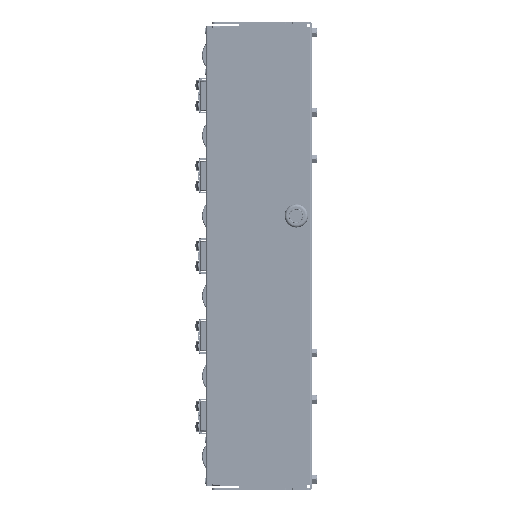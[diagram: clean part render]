
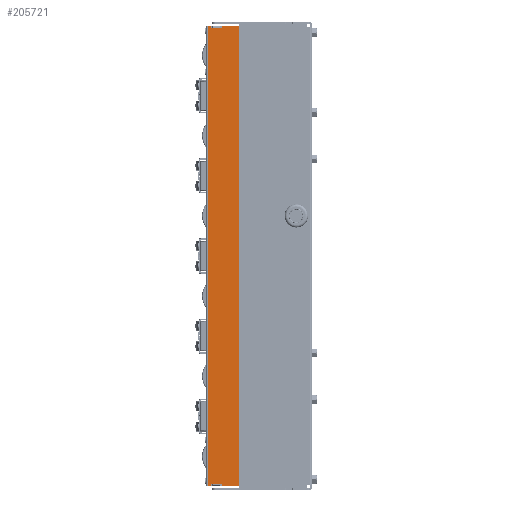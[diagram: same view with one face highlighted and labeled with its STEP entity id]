
A CAD part, left-side view. The second image highlights one B-rep face of the part: STEP entity #205721.
In plain terms, the highlighted planar face has unit normal (-1, 0, 0).
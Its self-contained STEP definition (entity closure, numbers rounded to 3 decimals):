
#5152=PLANE('',#223017);
#12728=FACE_OUTER_BOUND('',#24529,.T.);
#24529=EDGE_LOOP('',(#153241,#153242,#153243,#153244,#153245,#153246,#153247,
#153248,#153249,#153250,#153251,#153252,#153253,#153254,#153255,#153256,
#153257,#153258,#153259,#153260,#153261,#153262));
#38244=LINE('',#329943,#53930);
#38709=LINE('',#331256,#54395);
#38752=LINE('',#331375,#54438);
#38793=LINE('',#331510,#54479);
#38800=LINE('',#331523,#54486);
#38803=LINE('',#331528,#54489);
#38805=LINE('',#331532,#54491);
#38808=LINE('',#331537,#54494);
#38809=LINE('',#331540,#54495);
#38811=LINE('',#331543,#54497);
#38812=LINE('',#331547,#54498);
#38815=LINE('',#331551,#54501);
#38816=LINE('',#331554,#54502);
#38818=LINE('',#331558,#54504);
#38820=LINE('',#331562,#54506);
#38822=LINE('',#331565,#54508);
#38891=LINE('',#331726,#54577);
#38892=LINE('',#331727,#54578);
#38893=LINE('',#331729,#54579);
#38894=LINE('',#331730,#54580);
#53930=VECTOR('',#264963,10.);
#54395=VECTOR('',#266340,10.);
#54438=VECTOR('',#266441,10.);
#54479=VECTOR('',#266574,10.);
#54486=VECTOR('',#266587,10.);
#54489=VECTOR('',#266592,10.);
#54491=VECTOR('',#266596,10.);
#54494=VECTOR('',#266601,10.);
#54495=VECTOR('',#266604,10.);
#54497=VECTOR('',#266608,10.);
#54498=VECTOR('',#266611,10.);
#54501=VECTOR('',#266616,10.);
#54502=VECTOR('',#266619,10.);
#54504=VECTOR('',#266623,10.);
#54506=VECTOR('',#266627,10.);
#54508=VECTOR('',#266631,10.);
#54577=VECTOR('',#266782,10.);
#54578=VECTOR('',#266783,10.);
#54579=VECTOR('',#266784,10.);
#54580=VECTOR('',#266785,10.);
#68467=CIRCLE('',#222814,5.);
#68468=CIRCLE('',#222816,5.);
#84669=VERTEX_POINT('',#329939);
#84671=VERTEX_POINT('',#329942);
#85008=VERTEX_POINT('',#331074);
#85009=VERTEX_POINT('',#331078);
#85062=VERTEX_POINT('',#331252);
#85063=VERTEX_POINT('',#331254);
#85106=VERTEX_POINT('',#331364);
#85110=VERTEX_POINT('',#331373);
#85156=VERTEX_POINT('',#331506);
#85158=VERTEX_POINT('',#331509);
#85161=VERTEX_POINT('',#331521);
#85162=VERTEX_POINT('',#331525);
#85163=VERTEX_POINT('',#331530);
#85164=VERTEX_POINT('',#331535);
#85165=VERTEX_POINT('',#331539);
#85166=VERTEX_POINT('',#331545);
#85167=VERTEX_POINT('',#331546);
#85168=VERTEX_POINT('',#331553);
#85169=VERTEX_POINT('',#331557);
#85170=VERTEX_POINT('',#331561);
#85221=VERTEX_POINT('',#331725);
#85222=VERTEX_POINT('',#331728);
#108711=EDGE_CURVE('',#84669,#84671,#38244,.T.);
#109282=EDGE_CURVE('',#84671,#85008,#68467,.T.);
#109284=EDGE_CURVE('',#85009,#84669,#68468,.T.);
#109373=EDGE_CURVE('',#85063,#85062,#38709,.T.);
#109432=EDGE_CURVE('',#85106,#85110,#38752,.T.);
#109498=EDGE_CURVE('',#85158,#85156,#38793,.T.);
#109506=EDGE_CURVE('',#85161,#85009,#38800,.T.);
#109509=EDGE_CURVE('',#85062,#85162,#38803,.T.);
#109511=EDGE_CURVE('',#85063,#85163,#38805,.T.);
#109514=EDGE_CURVE('',#85164,#85008,#38808,.T.);
#109515=EDGE_CURVE('',#85110,#85165,#38809,.T.);
#109517=EDGE_CURVE('',#85165,#85162,#38811,.T.);
#109518=EDGE_CURVE('',#85166,#85167,#38812,.T.);
#109521=EDGE_CURVE('',#85167,#85164,#38815,.T.);
#109522=EDGE_CURVE('',#85161,#85168,#38816,.T.);
#109524=EDGE_CURVE('',#85168,#85169,#38818,.T.);
#109526=EDGE_CURVE('',#85163,#85170,#38820,.T.);
#109528=EDGE_CURVE('',#85170,#85158,#38822,.T.);
#109612=EDGE_CURVE('',#85221,#85156,#38891,.T.);
#109613=EDGE_CURVE('',#85221,#85166,#38892,.T.);
#109614=EDGE_CURVE('',#85169,#85222,#38893,.T.);
#109615=EDGE_CURVE('',#85106,#85222,#38894,.T.);
#153241=ORIENTED_EDGE('',*,*,#109612,.F.);
#153242=ORIENTED_EDGE('',*,*,#109613,.T.);
#153243=ORIENTED_EDGE('',*,*,#109518,.T.);
#153244=ORIENTED_EDGE('',*,*,#109521,.T.);
#153245=ORIENTED_EDGE('',*,*,#109514,.T.);
#153246=ORIENTED_EDGE('',*,*,#109282,.F.);
#153247=ORIENTED_EDGE('',*,*,#108711,.F.);
#153248=ORIENTED_EDGE('',*,*,#109284,.F.);
#153249=ORIENTED_EDGE('',*,*,#109506,.F.);
#153250=ORIENTED_EDGE('',*,*,#109522,.T.);
#153251=ORIENTED_EDGE('',*,*,#109524,.T.);
#153252=ORIENTED_EDGE('',*,*,#109614,.T.);
#153253=ORIENTED_EDGE('',*,*,#109615,.F.);
#153254=ORIENTED_EDGE('',*,*,#109432,.T.);
#153255=ORIENTED_EDGE('',*,*,#109515,.T.);
#153256=ORIENTED_EDGE('',*,*,#109517,.T.);
#153257=ORIENTED_EDGE('',*,*,#109509,.F.);
#153258=ORIENTED_EDGE('',*,*,#109373,.F.);
#153259=ORIENTED_EDGE('',*,*,#109511,.T.);
#153260=ORIENTED_EDGE('',*,*,#109526,.T.);
#153261=ORIENTED_EDGE('',*,*,#109528,.T.);
#153262=ORIENTED_EDGE('',*,*,#109498,.T.);
#205721=ADVANCED_FACE('',(#12728),#5152,.T.);
#222814=AXIS2_PLACEMENT_3D('',#331075,#266140,#266141);
#222816=AXIS2_PLACEMENT_3D('',#331079,#266145,#266146);
#223017=AXIS2_PLACEMENT_3D('',#331724,#266780,#266781);
#264963=DIRECTION('',(0.,0.,-1.));
#266140=DIRECTION('center_axis',(1.,0.,0.));
#266141=DIRECTION('ref_axis',(0.,-0.707,-0.707));
#266145=DIRECTION('center_axis',(1.,0.,0.));
#266146=DIRECTION('ref_axis',(0.,-0.707,
0.707));
#266340=DIRECTION('',(0.,0.,1.));
#266441=DIRECTION('',(0.,0.,-1.));
#266574=DIRECTION('',(0.,0.,-1.));
#266587=DIRECTION('',(0.,-1.,0.));
#266592=DIRECTION('',(0.,-1.,0.));
#266596=DIRECTION('',(0.,-1.,0.));
#266601=DIRECTION('',(0.,-1.,0.));
#266604=DIRECTION('',(0.,1.,0.));
#266608=DIRECTION('',(0.,0.,1.));
#266611=DIRECTION('',(0.,-1.,0.));
#266616=DIRECTION('',(0.,0.,-1.));
#266619=DIRECTION('',(0.,0.,-1.));
#266623=DIRECTION('',(0.,1.,0.));
#266627=DIRECTION('',(0.,0.,1.));
#266631=DIRECTION('',(0.,-1.,0.));
#266780=DIRECTION('center_axis',(-1.,0.,0.));
#266781=DIRECTION('ref_axis',(0.,0.,
-1.));
#266782=DIRECTION('',(0.,1.,0.));
#266783=DIRECTION('',(0.,0.,1.));
#266784=DIRECTION('',(0.,0.,1.));
#266785=DIRECTION('',(0.,-1.,0.));
#329939=CARTESIAN_POINT('',(183.766,-195.051,270.935));
#329942=CARTESIAN_POINT('',(183.766,-195.051,-406.665));
#329943=CARTESIAN_POINT('',(183.766,-195.051,-411.665));
#331074=CARTESIAN_POINT('',(183.766,-190.051,-411.665));
#331075=CARTESIAN_POINT('Origin',(183.766,-190.051,-406.665));
#331078=CARTESIAN_POINT('',(183.766,-190.051,275.935));
#331079=CARTESIAN_POINT('Origin',(183.766,-190.051,270.935));
#331252=CARTESIAN_POINT('',(183.766,-134.351,275.935));
#331254=CARTESIAN_POINT('',(183.766,-134.351,-411.665));
#331256=CARTESIAN_POINT('',(183.766,-134.351,104.035));
#331364=CARTESIAN_POINT('',(183.766,-141.851,273.635));
#331373=CARTESIAN_POINT('',(183.766,-141.851,272.935));
#331375=CARTESIAN_POINT('',(183.766,-141.851,275.935));
#331506=CARTESIAN_POINT('',(183.766,-141.851,-409.365));
#331509=CARTESIAN_POINT('',(183.766,-141.851,-408.665));
#331510=CARTESIAN_POINT('',(183.766,-141.851,-66.365));
#331521=CARTESIAN_POINT('',(183.766,-156.551,275.935));
#331523=CARTESIAN_POINT('',(183.766,-132.051,275.935));
#331525=CARTESIAN_POINT('',(183.766,-138.851,275.935));
#331528=CARTESIAN_POINT('',(183.766,-132.051,275.935));
#331530=CARTESIAN_POINT('',(183.766,-138.851,-411.665));
#331532=CARTESIAN_POINT('',(183.766,-132.051,-411.665));
#331535=CARTESIAN_POINT('',(183.766,-156.551,-411.665));
#331537=CARTESIAN_POINT('',(183.766,-132.051,-411.665));
#331539=CARTESIAN_POINT('',(183.766,-138.851,272.935));
#331540=CARTESIAN_POINT('',(183.766,-136.951,272.935));
#331543=CARTESIAN_POINT('',(183.766,-138.851,274.435));
#331545=CARTESIAN_POINT('',(183.766,-153.551,-408.665));
#331546=CARTESIAN_POINT('',(183.766,-156.551,-408.665));
#331547=CARTESIAN_POINT('',(183.766,-142.801,-408.665));
#331551=CARTESIAN_POINT('',(183.766,-156.551,-66.365));
#331553=CARTESIAN_POINT('',(183.766,-156.551,272.935));
#331554=CARTESIAN_POINT('',(183.766,-156.551,275.935));
#331557=CARTESIAN_POINT('',(183.766,-153.551,272.935));
#331558=CARTESIAN_POINT('',(183.766,-144.301,272.935));
#331561=CARTESIAN_POINT('',(183.766,-138.851,-408.665));
#331562=CARTESIAN_POINT('',(183.766,-138.851,-67.865));
#331565=CARTESIAN_POINT('',(183.766,-135.451,-408.665));
#331724=CARTESIAN_POINT('Origin',(183.766,-132.051,275.935));
#331725=CARTESIAN_POINT('',(183.766,-153.551,-409.365));
#331726=CARTESIAN_POINT('',(183.766,-132.051,-409.365));
#331727=CARTESIAN_POINT('',(183.766,-153.551,-67.865));
#331728=CARTESIAN_POINT('',(183.766,-153.551,273.635));
#331729=CARTESIAN_POINT('',(183.766,-153.551,274.435));
#331730=CARTESIAN_POINT('',(183.766,-132.051,273.635));
